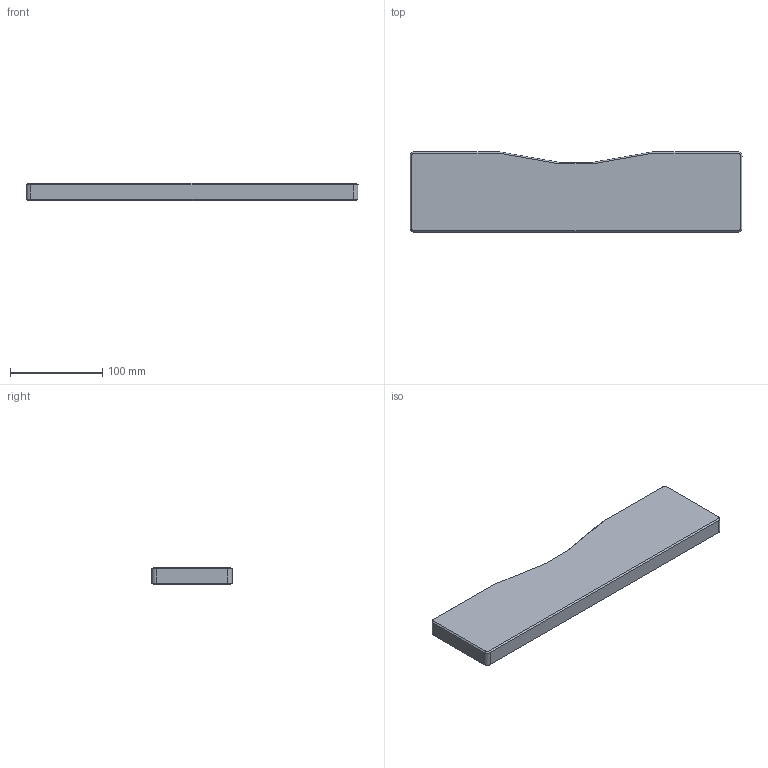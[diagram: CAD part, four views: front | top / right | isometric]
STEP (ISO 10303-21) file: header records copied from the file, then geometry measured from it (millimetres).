
FILE_DESCRIPTION(/* description */ (''),/* implementation_level */ '2;1');
FILE_NAME(/* name */ 'ExportWristRest.step',/* time_stamp */ '2020-08-09T15:29:47+02:00',/* author */ (''),/* organization */ (''),/* preprocessor_version */ 'ST-DEVELOPER v18.1',/* originating_system */ 'Autodesk Translation Framework v9.3.0.1241',/* authorisation */ '');
FILE_SCHEMA (('AUTOMOTIVE_DESIGN { 1 0 10303 214 3 1 1 }'));
Length unit declared in the file: millimetre
Products named in the file (1): WristRest
Bounding box: 360 x 87.5 x 19 mm (x, y, z)
Volume: 572928.4 mm3; surface area: 76010.3 mm2
Topology: 1 solids, 1 shells, 58 faces, 124 edges, 72 vertices
Faces by surface type: plane 30, bspline 12, cylinder 8, cone 8
Full cylindrical faces by diameter (mm): 11 x4
Entity records: 1665 total; most frequent: CARTESIAN_POINT 443, ORIENTED_EDGE 248, DIRECTION 226, EDGE_CURVE 124, LINE 84, VECTOR 84, VERTEX_POINT 72, AXIS2_PLACEMENT_3D 71
